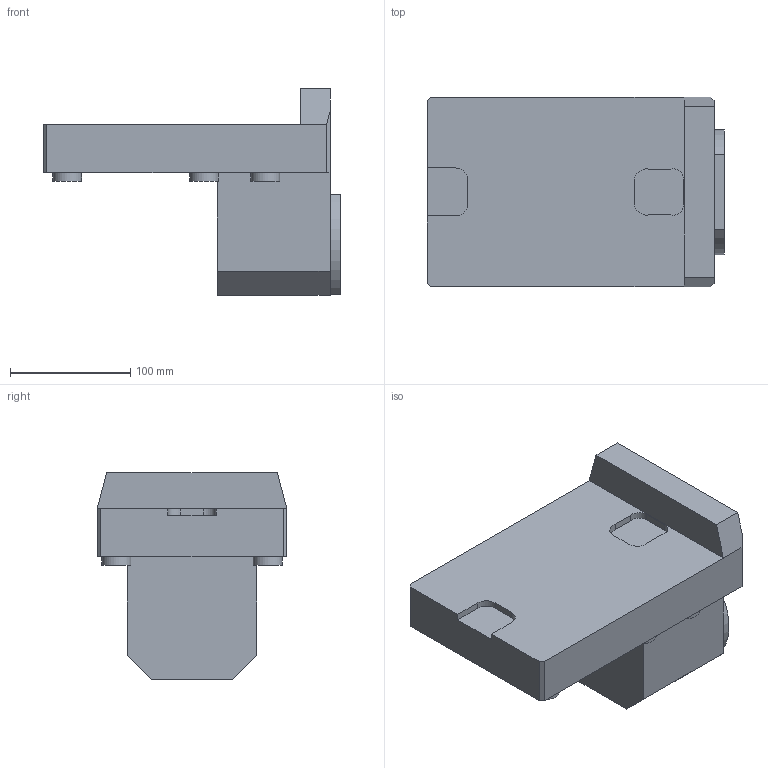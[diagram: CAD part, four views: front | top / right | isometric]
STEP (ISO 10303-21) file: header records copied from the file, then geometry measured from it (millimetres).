
FILE_DESCRIPTION(/* description */ (''),/* implementation_level */ '2;1');
FILE_NAME(/* name */ '1525411393252.stp',/* time_stamp */ '2018-05-04T10:53:33+05:00',/* author */ (''),/* organization */ ('SMS'),/* preprocessor_version */ 'ST-DEVELOPER v15',/* originating_system */ 'SIEMENS PLM Software NX 8.5',/* authorisation */ '');
FILE_SCHEMA (('AUTOMOTIVE_DESIGN { 1 0 10303 214 3 1 1 1 }'));
Length unit declared in the file: millimetre
Products named in the file (1): 201598321mod000_00
Bounding box: 248 x 158 x 172 mm (x, y, z)
Volume: 2634424.7 mm3; surface area: 167054.8 mm2
Topology: 1 solids, 1 shells, 65 faces, 158 edges, 108 vertices
Faces by surface type: plane 42, cylinder 17, cone 6
Full cylindrical faces by diameter (mm): 4 x1, 24 x4, 48.5 x1, 63 x1
Entity records: 1989 total; most frequent: CARTESIAN_POINT 383, DIRECTION 332, ORIENTED_EDGE 300, EDGE_CURVE 150, AXIS2_PLACEMENT_3D 114, LINE 104, VECTOR 104, VERTEX_POINT 104
